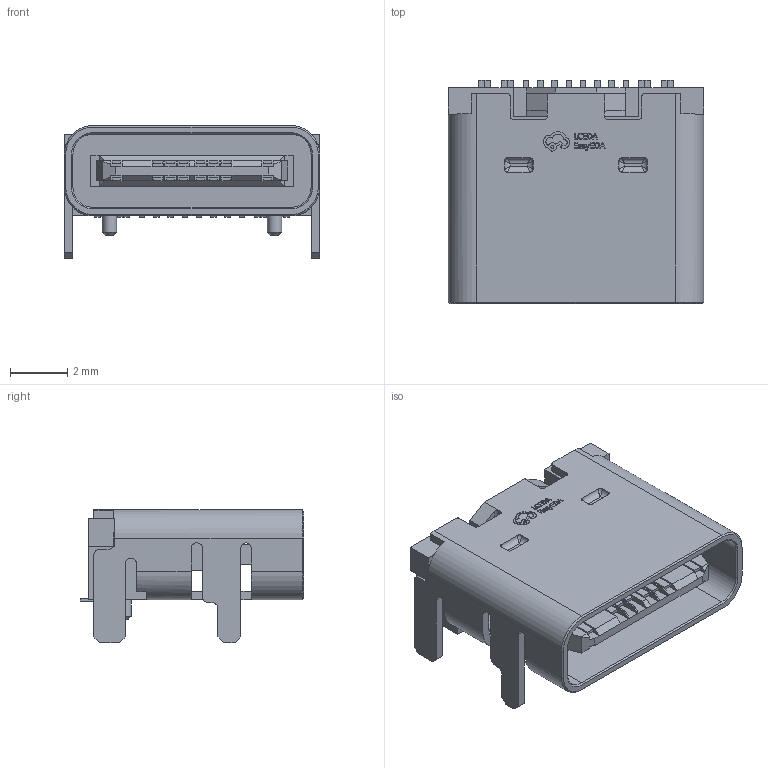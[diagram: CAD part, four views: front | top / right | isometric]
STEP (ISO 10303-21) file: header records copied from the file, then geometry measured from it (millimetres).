
FILE_DESCRIPTION (( 'STEP AP214' ), '1' );
FILE_NAME ('TYPE-C-SMD_HX-TYPE-C-16PIN.STEP', '2022-10-27T13:16:05', ( '' ), ( '' ), 'SwSTEP 2.0', 'SolidWorks 2020', '' );
FILE_SCHEMA (( 'AUTOMOTIVE_DESIGN' ));
Length unit declared in the file: millimetre
Products named in the file (1): TYPE-C-SMD_HX-TYPE-C-16PIN
Bounding box: 8.94 x 7.82 x 4.67 mm (x, y, z)
Volume: 118.8 mm3; surface area: 535.1 mm2
Topology: 29 solids, 29 shells, 775 faces, 1988 edges, 1276 vertices
Faces by surface type: plane 565, bspline 114, cylinder 84, cone 12
Entity records: 32608 total; most frequent: CARTESIAN_POINT 5812, ORIENTED_EDGE 3944, DIRECTION 3220, EDGE_CURVE 1972, LINE 1572, VECTOR 1572, VERTEX_POINT 1276, AXIS2_PLACEMENT_3D 824
